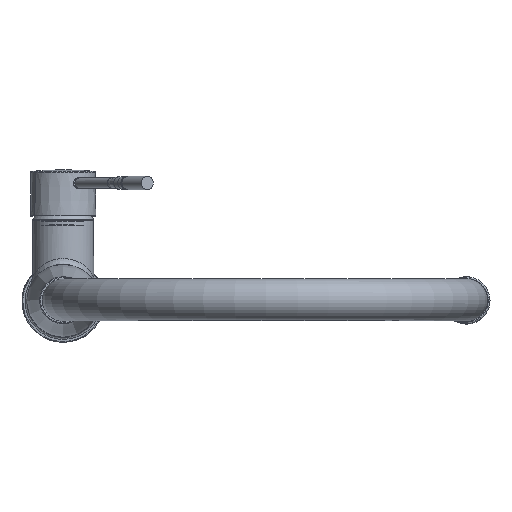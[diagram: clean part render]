
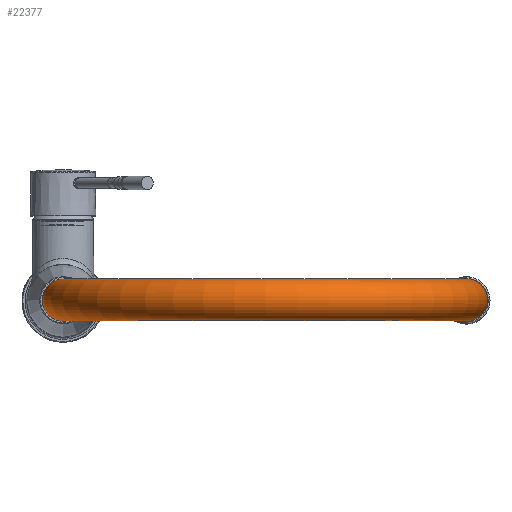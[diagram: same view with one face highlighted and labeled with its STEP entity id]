
A CAD part, top view. The second image highlights one B-rep face of the part: STEP entity #22377.
In plain terms, the highlighted toroidal (fillet/blend) face has major radius 120 mm and minor radius 12.5 mm.
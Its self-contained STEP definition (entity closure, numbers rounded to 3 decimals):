
#389=TOROIDAL_SURFACE('',#31238,120.,12.5);
#4569=ORIENTED_EDGE('',*,*,#11741,.F.);
#4570=ORIENTED_EDGE('',*,*,#11742,.T.);
#11741=EDGE_CURVE('',#15343,#15343,#17723,.F.);
#11742=EDGE_CURVE('',#15344,#15344,#17724,.F.);
#15343=VERTEX_POINT('',#41938);
#15344=VERTEX_POINT('',#41941);
#17723=CIRCLE('',#31237,12.5);
#17724=CIRCLE('',#31239,12.5);
#19160=EDGE_LOOP('',(#4569));
#19161=EDGE_LOOP('',(#4570));
#20613=FACE_BOUND('',#19160,.T.);
#20614=FACE_BOUND('',#19161,.T.);
#22377=ADVANCED_FACE('',(#20613,#20614),#389,.T.);
#31237=AXIS2_PLACEMENT_3D('',#41937,#33912,#33913);
#31238=AXIS2_PLACEMENT_3D('',#41939,#33914,#33915);
#31239=AXIS2_PLACEMENT_3D('',#41940,#33916,#33917);
#33912=DIRECTION('',(0.,0.,1.));
#33913=DIRECTION('',(0.,1.,0.));
#33914=DIRECTION('',(0.,1.,0.));
#33915=DIRECTION('',(-1.,0.,0.));
#33916=DIRECTION('',(0.,0.,-1.));
#33917=DIRECTION('',(0.,1.,0.));
#41937=CARTESIAN_POINT('',(240.047,0.,390.539));
#41938=CARTESIAN_POINT('',(240.047,12.5,390.539));
#41939=CARTESIAN_POINT('',(120.047,0.,390.539));
#41940=CARTESIAN_POINT('',(0.047,0.,390.539));
#41941=CARTESIAN_POINT('',(0.047,12.5,390.539));
